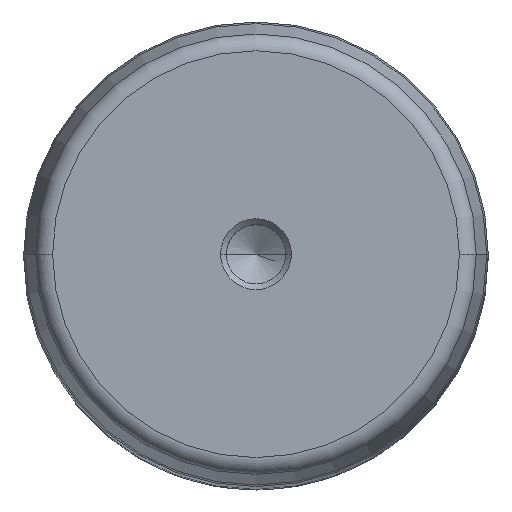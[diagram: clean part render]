
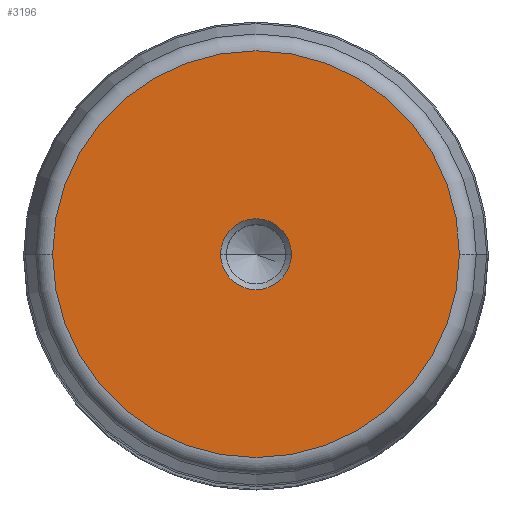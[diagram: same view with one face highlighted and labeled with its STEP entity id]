
A CAD part, top view. The second image highlights one B-rep face of the part: STEP entity #3196.
In plain terms, the highlighted planar face has unit normal (0, 0, 1).
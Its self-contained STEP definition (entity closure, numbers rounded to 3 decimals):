
#150 = DIRECTION ( 'NONE',  ( 0., 0., -1. ) ) ;
#162 = VERTEX_POINT ( 'NONE', #1562 ) ;
#333 = AXIS2_PLACEMENT_3D ( 'NONE', #943, #672, #1237 ) ;
#378 = ORIENTED_EDGE ( 'NONE', *, *, #2851, .T. ) ;
#398 = FACE_BOUND ( 'NONE', #2566, .T. ) ;
#420 = DIRECTION ( 'NONE',  ( 0., 0., -1. ) ) ;
#489 = CIRCLE ( 'NONE', #1040, 35.019 ) ;
#578 = VERTEX_POINT ( 'NONE', #3563 ) ;
#672 = DIRECTION ( 'NONE',  ( 0., 0., 1. ) ) ;
#882 = EDGE_LOOP ( 'NONE', ( #378, #3275 ) ) ;
#933 = CARTESIAN_POINT ( 'NONE',  ( 0., 0., 355. ) ) ;
#943 = CARTESIAN_POINT ( 'NONE',  ( 0., 0., 355. ) ) ;
#973 = CARTESIAN_POINT ( 'NONE',  ( 0., 0., 355. ) ) ;
#1040 = AXIS2_PLACEMENT_3D ( 'NONE', #2620, #1596, #3527 ) ;
#1136 = CIRCLE ( 'NONE', #2616, 6.1 ) ;
#1237 = DIRECTION ( 'NONE',  ( 1., 0., 0. ) ) ;
#1426 = DIRECTION ( 'NONE',  ( 1., 0., 0. ) ) ;
#1524 = FACE_OUTER_BOUND ( 'NONE', #882, .T. ) ;
#1562 = CARTESIAN_POINT ( 'NONE',  ( 35.019, 0., 355. ) ) ;
#1596 = DIRECTION ( 'NONE',  ( 0., 0., 1. ) ) ;
#1713 = CARTESIAN_POINT ( 'NONE',  ( -6.1, 0., 355. ) ) ;
#1806 = VERTEX_POINT ( 'NONE', #2045 ) ;
#1812 = DIRECTION ( 'NONE',  ( 1., 0., 0. ) ) ;
#1932 = EDGE_CURVE ( 'NONE', #3138, #578, #2632, .T. ) ;
#1983 = PLANE ( 'NONE',  #3189 ) ;
#2045 = CARTESIAN_POINT ( 'NONE',  ( -35.019, 0., 355. ) ) ;
#2537 = DIRECTION ( 'NONE',  ( 0., 0., 1. ) ) ;
#2549 = CARTESIAN_POINT ( 'NONE',  ( 0., 0., 355. ) ) ;
#2566 = EDGE_LOOP ( 'NONE', ( #2867, #2818 ) ) ;
#2616 = AXIS2_PLACEMENT_3D ( 'NONE', #933, #420, #3431 ) ;
#2620 = CARTESIAN_POINT ( 'NONE',  ( 0., 0., 355. ) ) ;
#2632 = CIRCLE ( 'NONE', #2827, 6.1 ) ;
#2818 = ORIENTED_EDGE ( 'NONE', *, *, #1932, .T. ) ;
#2827 = AXIS2_PLACEMENT_3D ( 'NONE', #973, #150, #1812 ) ;
#2851 = EDGE_CURVE ( 'NONE', #162, #1806, #489, .T. ) ;
#2867 = ORIENTED_EDGE ( 'NONE', *, *, #3303, .T. ) ;
#3025 = CIRCLE ( 'NONE', #333, 35.019 ) ;
#3138 = VERTEX_POINT ( 'NONE', #1713 ) ;
#3189 = AXIS2_PLACEMENT_3D ( 'NONE', #2549, #2537, #1426 ) ;
#3196 = ADVANCED_FACE ( 'NONE', ( #1524, #398 ), #1983, .T. ) ;
#3275 = ORIENTED_EDGE ( 'NONE', *, *, #3492, .T. ) ;
#3303 = EDGE_CURVE ( 'NONE', #578, #3138, #1136, .T. ) ;
#3431 = DIRECTION ( 'NONE',  ( 1., 0., 0. ) ) ;
#3492 = EDGE_CURVE ( 'NONE', #1806, #162, #3025, .T. ) ;
#3527 = DIRECTION ( 'NONE',  ( 1., 0., 0. ) ) ;
#3563 = CARTESIAN_POINT ( 'NONE',  ( 6.1, 0., 355. ) ) ;
